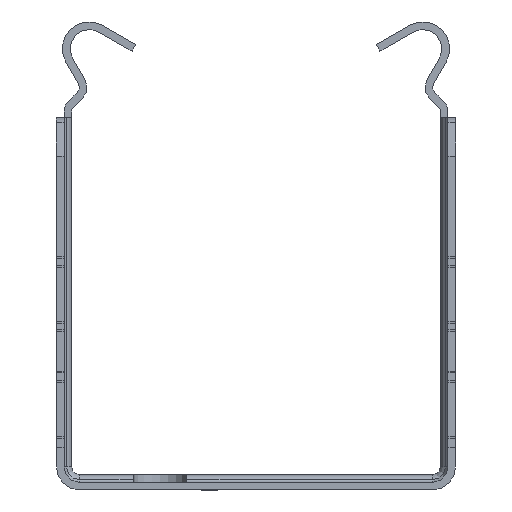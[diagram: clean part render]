
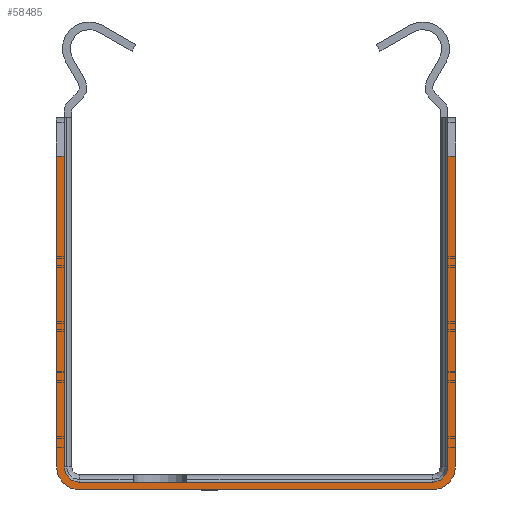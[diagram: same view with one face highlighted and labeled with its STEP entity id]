
A CAD part, front view. The second image highlights one B-rep face of the part: STEP entity #58485.
In plain terms, the highlighted planar face has unit normal (0, -1, 0).
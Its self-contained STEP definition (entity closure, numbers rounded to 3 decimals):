
#3577=CIRCLE('',#63740,3.);
#3597=CIRCLE('',#63763,3.);
#3655=CIRCLE('',#63907,2.);
#3656=CIRCLE('',#63909,2.);
#7814=FACE_OUTER_BOUND('',#11851,.T.);
#11851=EDGE_LOOP('',(#53907,#53908,#53909,#53910,#53911,#53912,#53913,#53914,
#53915,#53916,#53917,#53918));
#15023=LINE('',#89318,#20838);
#17489=LINE('',#96779,#23304);
#17492=LINE('',#96788,#23307);
#17517=LINE('',#96877,#23332);
#17657=LINE('',#97266,#23472);
#17660=LINE('',#97272,#23475);
#17665=LINE('',#97285,#23480);
#17666=LINE('',#97287,#23481);
#20838=VECTOR('',#72562,10.);
#23304=VECTOR('',#80022,10.);
#23307=VECTOR('',#80029,10.);
#23332=VECTOR('',#80098,10.);
#23472=VECTOR('',#80502,10.);
#23475=VECTOR('',#80507,10.);
#23480=VECTOR('',#80524,10.);
#23481=VECTOR('',#80527,10.);
#26349=VERTEX_POINT('',#89315);
#26350=VERTEX_POINT('',#89317);
#28810=VERTEX_POINT('',#96771);
#28811=VERTEX_POINT('',#96773);
#28812=VERTEX_POINT('',#96777);
#28815=VERTEX_POINT('',#96785);
#28816=VERTEX_POINT('',#96787);
#28855=VERTEX_POINT('',#96867);
#28858=VERTEX_POINT('',#96875);
#28974=VERTEX_POINT('',#97263);
#28976=VERTEX_POINT('',#97269);
#28979=VERTEX_POINT('',#97283);
#33321=EDGE_CURVE('',#26350,#26349,#15023,.T.);
#37033=EDGE_CURVE('',#28811,#28810,#3577,.T.);
#37036=EDGE_CURVE('',#28810,#28812,#17489,.T.);
#37040=EDGE_CURVE('',#28816,#28815,#17492,.T.);
#37081=EDGE_CURVE('',#28812,#28855,#3597,.T.);
#37085=EDGE_CURVE('',#28855,#28858,#17517,.T.);
#37279=EDGE_CURVE('',#28815,#28974,#17657,.T.);
#37282=EDGE_CURVE('',#28858,#28976,#17660,.T.);
#37289=EDGE_CURVE('',#28976,#28979,#17665,.T.);
#37290=EDGE_CURVE('',#28974,#28811,#17666,.T.);
#37291=EDGE_CURVE('',#28979,#26350,#3655,.T.);
#37292=EDGE_CURVE('',#26349,#28816,#3656,.T.);
#53907=ORIENTED_EDGE('',*,*,#37282,.T.);
#53908=ORIENTED_EDGE('',*,*,#37289,.T.);
#53909=ORIENTED_EDGE('',*,*,#37291,.T.);
#53910=ORIENTED_EDGE('',*,*,#33321,.T.);
#53911=ORIENTED_EDGE('',*,*,#37292,.T.);
#53912=ORIENTED_EDGE('',*,*,#37040,.T.);
#53913=ORIENTED_EDGE('',*,*,#37279,.T.);
#53914=ORIENTED_EDGE('',*,*,#37290,.T.);
#53915=ORIENTED_EDGE('',*,*,#37033,.T.);
#53916=ORIENTED_EDGE('',*,*,#37036,.T.);
#53917=ORIENTED_EDGE('',*,*,#37081,.T.);
#53918=ORIENTED_EDGE('',*,*,#37085,.T.);
#55574=PLANE('',#63910);
#58485=ADVANCED_FACE('',(#7814),#55574,.T.);
#63740=AXIS2_PLACEMENT_3D('',#96774,#80016,#80017);
#63763=AXIS2_PLACEMENT_3D('',#96869,#80090,#80091);
#63907=AXIS2_PLACEMENT_3D('',#97289,#80530,#80531);
#63909=AXIS2_PLACEMENT_3D('',#97291,#80534,#80535);
#63910=AXIS2_PLACEMENT_3D('',#97292,#80536,#80537);
#72562=DIRECTION('',(-1.,0.,0.));
#80016=DIRECTION('center_axis',(0.,-1.,0.));
#80017=DIRECTION('ref_axis',(-1.,0.,0.));
#80022=DIRECTION('',(1.,0.,0.));
#80029=DIRECTION('',(0.,0.,1.));
#80090=DIRECTION('center_axis',(0.,-1.,0.));
#80091=DIRECTION('ref_axis',(0.,0.,
-1.));
#80098=DIRECTION('',(0.,0.,1.));
#80502=DIRECTION('',(-1.,0.,0.));
#80507=DIRECTION('',(-1.,0.,0.));
#80524=DIRECTION('',(0.,0.,-1.));
#80527=DIRECTION('',(0.,0.,-1.));
#80530=DIRECTION('center_axis',(0.,1.,0.));
#80531=DIRECTION('ref_axis',(0.,0.,
1.));
#80534=DIRECTION('center_axis',(0.,1.,0.));
#80535=DIRECTION('ref_axis',(1.,0.,0.));
#80536=DIRECTION('center_axis',(0.,-1.,0.));
#80537=DIRECTION('ref_axis',(0.,0.,-1.));
#89315=CARTESIAN_POINT('',(-23.,-36.,0.));
#89317=CARTESIAN_POINT('',(23.,-36.,0.));
#89318=CARTESIAN_POINT('',(23.,-36.,0.));
#96771=CARTESIAN_POINT('',(-23.,-36.,-1.));
#96773=CARTESIAN_POINT('',(-26.,-36.,2.));
#96774=CARTESIAN_POINT('Origin',(-23.,-36.,2.));
#96777=CARTESIAN_POINT('',(23.,-36.,-1.));
#96779=CARTESIAN_POINT('',(-23.,-36.,-1.));
#96785=CARTESIAN_POINT('',(-25.,-36.,42.5));
#96787=CARTESIAN_POINT('',(-25.,-36.,2.));
#96788=CARTESIAN_POINT('',(-25.,-36.,2.));
#96867=CARTESIAN_POINT('',(26.,-36.,2.));
#96869=CARTESIAN_POINT('Origin',(23.,-36.,2.));
#96875=CARTESIAN_POINT('',(26.,-36.,42.5));
#96877=CARTESIAN_POINT('',(26.,-36.,2.));
#97263=CARTESIAN_POINT('',(-26.,-36.,42.5));
#97266=CARTESIAN_POINT('',(12.5,-36.,42.5));
#97269=CARTESIAN_POINT('',(25.,-36.,42.5));
#97272=CARTESIAN_POINT('',(12.5,-36.,42.5));
#97283=CARTESIAN_POINT('',(25.,-36.,2.));
#97285=CARTESIAN_POINT('',(25.,-36.,48.387));
#97287=CARTESIAN_POINT('',(-26.,-36.,48.387));
#97289=CARTESIAN_POINT('Origin',(23.,-36.,2.));
#97291=CARTESIAN_POINT('Origin',(-23.,-36.,2.));
#97292=CARTESIAN_POINT('Origin',(0.,-36.,23.25));
